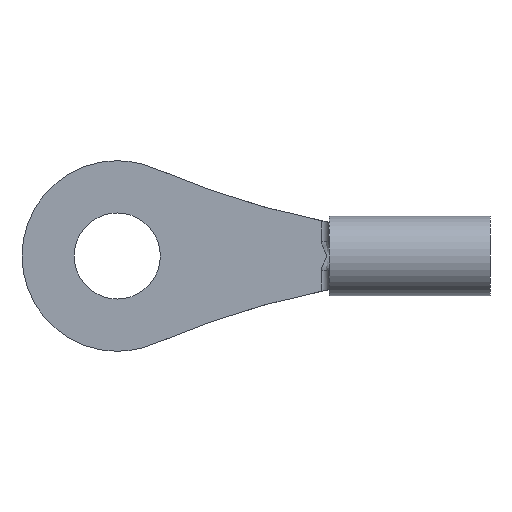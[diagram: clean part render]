
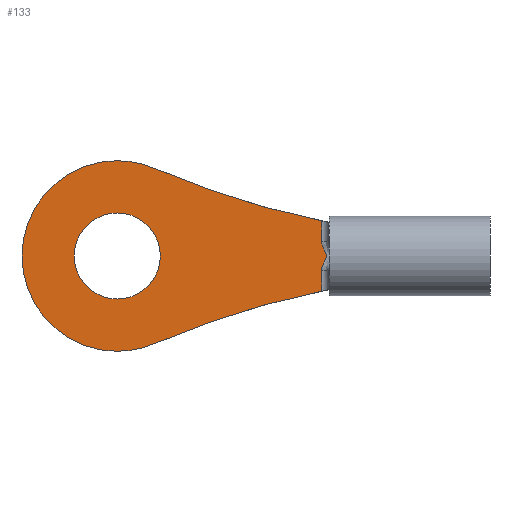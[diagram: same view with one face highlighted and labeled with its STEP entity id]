
A CAD part, left-side view. The second image highlights one B-rep face of the part: STEP entity #133.
In plain terms, the highlighted planar face has unit normal (-1, 0, 0).
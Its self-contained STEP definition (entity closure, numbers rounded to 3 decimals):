
#9 = CIRCLE ( 'NONE', #640, 22.98 ) ;
#11 = DIRECTION ( 'NONE',  ( 0., 0., -1. ) ) ;
#15 = CIRCLE ( 'NONE', #297, 22.98 ) ;
#40 = VERTEX_POINT ( 'NONE', #175 ) ;
#51 = CARTESIAN_POINT ( 'NONE',  ( 0., 0.2, -0.94 ) ) ;
#58 = LINE ( 'NONE', #691, #506 ) ;
#59 = ORIENTED_EDGE ( 'NONE', *, *, #659, .T. ) ;
#70 = DIRECTION ( 'NONE',  ( 0., 0., 1. ) ) ;
#72 = CARTESIAN_POINT ( 'NONE',  ( 0., 5.655, 0. ) ) ;
#73 = VERTEX_POINT ( 'NONE', #345 ) ;
#74 = EDGE_CURVE ( 'NONE', #536, #556, #708, .T. ) ;
#92 = EDGE_CURVE ( 'NONE', #424, #392, #574, .T. ) ;
#96 = VERTEX_POINT ( 'NONE', #415 ) ;
#100 = VERTEX_POINT ( 'NONE', #588 ) ;
#102 = FACE_OUTER_BOUND ( 'NONE', #210, .T. ) ;
#103 = CARTESIAN_POINT ( 'NONE',  ( 0., 0.178, -0.257 ) ) ;
#113 = CARTESIAN_POINT ( 'NONE',  ( 0., 0.065, -0.042 ) ) ;
#121 = AXIS2_PLACEMENT_3D ( 'NONE', #140, #599, #479 ) ;
#133 = ADVANCED_FACE ( 'NONE', ( #102, #370 ), #251, .T. ) ;
#140 = CARTESIAN_POINT ( 'NONE',  ( 0., -4.427, -23.45 ) ) ;
#144 = CIRCLE ( 'NONE', #261, 2.545 ) ;
#152 = ORIENTED_EDGE ( 'NONE', *, *, #461, .T. ) ;
#155 = AXIS2_PLACEMENT_3D ( 'NONE', #531, #423, #535 ) ;
#160 = ORIENTED_EDGE ( 'NONE', *, *, #589, .F. ) ;
#161 = CARTESIAN_POINT ( 'NONE',  ( 0., 0.2, -0.392 ) ) ;
#173 = CARTESIAN_POINT ( 'NONE',  ( 0., 5.655, 0. ) ) ;
#175 = CARTESIAN_POINT ( 'NONE',  ( 0., 4.65, 2.338 ) ) ;
#179 = CARTESIAN_POINT ( 'NONE',  ( 0., 5.655, 0. ) ) ;
#184 = CARTESIAN_POINT ( 'NONE',  ( 0., -4.427, -23.45 ) ) ;
#187 = ORIENTED_EDGE ( 'NONE', *, *, #74, .T. ) ;
#188 = DIRECTION ( 'NONE',  ( 1., 0., 0. ) ) ;
#191 = DIRECTION ( 'NONE',  ( 0., 0., 1. ) ) ;
#210 = EDGE_LOOP ( 'NONE', ( #726, #669, #434, #59, #625, #405, #241, #160 ) ) ;
#223 = CARTESIAN_POINT ( 'NONE',  ( 0., 0.112, 0.125 ) ) ;
#227 = DIRECTION ( 'NONE',  ( 0., 0., -1. ) ) ;
#241 = ORIENTED_EDGE ( 'NONE', *, *, #651, .F. ) ;
#249 = CARTESIAN_POINT ( 'NONE',  ( 0., 0.2, 0.9 ) ) ;
#251 = PLANE ( 'NONE',  #121 ) ;
#261 = AXIS2_PLACEMENT_3D ( 'NONE', #173, #276, #673 ) ;
#276 = DIRECTION ( 'NONE',  ( 1., 0., 0. ) ) ;
#277 = CARTESIAN_POINT ( 'NONE',  ( 0., 5.655, -1.15 ) ) ;
#279 = CIRCLE ( 'NONE', #383, 2.545 ) ;
#281 = CARTESIAN_POINT ( 'NONE',  ( 0., 5.655, -2.545 ) ) ;
#296 = DIRECTION ( 'NONE',  ( 0., 0., 1. ) ) ;
#297 = AXIS2_PLACEMENT_3D ( 'NONE', #184, #462, #296 ) ;
#315 = CIRCLE ( 'NONE', #350, 2.545 ) ;
#329 = CARTESIAN_POINT ( 'NONE',  ( 0., 0.2, -0.323 ) ) ;
#336 = CARTESIAN_POINT ( 'NONE',  ( 0., 5.655, 0. ) ) ;
#345 = CARTESIAN_POINT ( 'NONE',  ( 0., 4.65, -2.338 ) ) ;
#350 = AXIS2_PLACEMENT_3D ( 'NONE', #72, #188, #695 ) ;
#370 = FACE_BOUND ( 'NONE', #409, .T. ) ;
#383 = AXIS2_PLACEMENT_3D ( 'NONE', #179, #634, #11 ) ;
#388 = CARTESIAN_POINT ( 'NONE',  ( 0., 0.2, 0.392 ) ) ;
#392 = VERTEX_POINT ( 'NONE', #608 ) ;
#399 = DIRECTION ( 'NONE',  ( 1., 0., 0. ) ) ;
#405 = ORIENTED_EDGE ( 'NONE', *, *, #700, .F. ) ;
#409 = EDGE_LOOP ( 'NONE', ( #152, #187 ) ) ;
#415 = CARTESIAN_POINT ( 'NONE',  ( 0., 0.2, 0.392 ) ) ;
#423 = DIRECTION ( 'NONE',  ( 1., 0., 0. ) ) ;
#424 = VERTEX_POINT ( 'NONE', #51 ) ;
#427 = EDGE_CURVE ( 'NONE', #392, #96, #501, .T. ) ;
#434 = ORIENTED_EDGE ( 'NONE', *, *, #427, .T. ) ;
#438 = CARTESIAN_POINT ( 'NONE',  ( 0., 0.134, -0.163 ) ) ;
#446 = CARTESIAN_POINT ( 'NONE',  ( 0., 5.655, 1.15 ) ) ;
#450 = DIRECTION ( 'NONE',  ( 0., 0., -1. ) ) ;
#461 = EDGE_CURVE ( 'NONE', #556, #536, #490, .T. ) ;
#462 = DIRECTION ( 'NONE',  ( -1., 0., 0. ) ) ;
#479 = DIRECTION ( 'NONE',  ( 0., 0., 1. ) ) ;
#490 = CIRCLE ( 'NONE', #542, 1.15 ) ;
#501 = B_SPLINE_CURVE_WITH_KNOTS ( 'NONE', 3,
 ( #161, #329, #103, #438, #728, #553, #113, #668, #557, #223, #618, #661, #718, #388 ),
 .UNSPECIFIED., .F., .F.,
 ( 4, 2, 2, 2, 2, 2, 4 ),
 ( 0., 0., 0., 0., 0.001, 0.001, 0.001 ),
 .UNSPECIFIED. ) ;
#506 = VECTOR ( 'NONE', #70, 1000. ) ;
#531 = CARTESIAN_POINT ( 'NONE',  ( 0., 5.655, 0. ) ) ;
#535 = DIRECTION ( 'NONE',  ( 0., 0., -1. ) ) ;
#536 = VERTEX_POINT ( 'NONE', #277 ) ;
#542 = AXIS2_PLACEMENT_3D ( 'NONE', #336, #399, #227 ) ;
#553 = CARTESIAN_POINT ( 'NONE',  ( 0., 0.083, -0.073 ) ) ;
#556 = VERTEX_POINT ( 'NONE', #446 ) ;
#557 = CARTESIAN_POINT ( 'NONE',  ( 0., 0.078, 0.063 ) ) ;
#566 = DIRECTION ( 'NONE',  ( -1., 0., 0. ) ) ;
#568 = EDGE_CURVE ( 'NONE', #40, #100, #9, .T. ) ;
#571 = VERTEX_POINT ( 'NONE', #281 ) ;
#574 = LINE ( 'NONE', #249, #653 ) ;
#581 = CARTESIAN_POINT ( 'NONE',  ( 0., 5.655, 2.545 ) ) ;
#588 = CARTESIAN_POINT ( 'NONE',  ( 0., 0.2, 0.94 ) ) ;
#589 = EDGE_CURVE ( 'NONE', #73, #571, #144, .T. ) ;
#599 = DIRECTION ( 'NONE',  ( -1., 0., 0. ) ) ;
#608 = CARTESIAN_POINT ( 'NONE',  ( 0., 0.2, -0.392 ) ) ;
#618 = CARTESIAN_POINT ( 'NONE',  ( 0., 0.13, 0.156 ) ) ;
#624 = CARTESIAN_POINT ( 'NONE',  ( 0., -4.427, 23.45 ) ) ;
#625 = ORIENTED_EDGE ( 'NONE', *, *, #568, .F. ) ;
#634 = DIRECTION ( 'NONE',  ( 1., 0., 0. ) ) ;
#640 = AXIS2_PLACEMENT_3D ( 'NONE', #624, #566, #450 ) ;
#651 = EDGE_CURVE ( 'NONE', #571, #709, #279, .T. ) ;
#653 = VECTOR ( 'NONE', #191, 1000. ) ;
#659 = EDGE_CURVE ( 'NONE', #96, #100, #58, .T. ) ;
#661 = CARTESIAN_POINT ( 'NONE',  ( 0., 0.176, 0.251 ) ) ;
#666 = EDGE_CURVE ( 'NONE', #424, #73, #15, .T. ) ;
#668 = CARTESIAN_POINT ( 'NONE',  ( 0., 0.06, 0.029 ) ) ;
#669 = ORIENTED_EDGE ( 'NONE', *, *, #92, .T. ) ;
#673 = DIRECTION ( 'NONE',  ( 0., 0., -1. ) ) ;
#691 = CARTESIAN_POINT ( 'NONE',  ( 0., 0.2, 0.9 ) ) ;
#695 = DIRECTION ( 'NONE',  ( 0., 0., -1. ) ) ;
#700 = EDGE_CURVE ( 'NONE', #709, #40, #315, .T. ) ;
#708 = CIRCLE ( 'NONE', #155, 1.15 ) ;
#709 = VERTEX_POINT ( 'NONE', #581 ) ;
#718 = CARTESIAN_POINT ( 'NONE',  ( 0., 0.2, 0.32 ) ) ;
#726 = ORIENTED_EDGE ( 'NONE', *, *, #666, .F. ) ;
#728 = CARTESIAN_POINT ( 'NONE',  ( 0., 0.116, -0.133 ) ) ;
